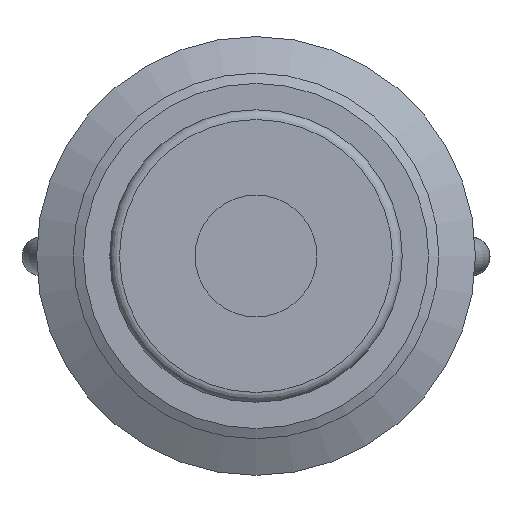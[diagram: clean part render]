
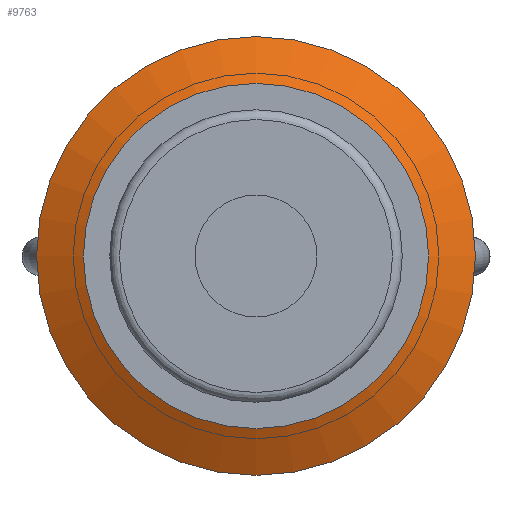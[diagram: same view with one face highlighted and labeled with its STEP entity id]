
A CAD part, left-side view. The second image highlights one B-rep face of the part: STEP entity #9763.
In plain terms, the highlighted conical face has half-angle 62.5 degrees and reference radius 8.04 mm.
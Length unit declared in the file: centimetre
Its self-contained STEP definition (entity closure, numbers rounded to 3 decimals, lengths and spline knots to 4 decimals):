
#32=CONICAL_SURFACE('',#10651,0.804,1.091);
#1271=FACE_OUTER_BOUND('',#1868,.T.);
#1868=EDGE_LOOP('',(#9104,#9105,#9106,#9107,#9108));
#2709=LINE('',#17449,#3544);
#3544=VECTOR('',#13231,0.804);
#3897=CIRCLE('',#10652,0.7079);
#3898=CIRCLE('',#10653,0.9);
#3899=CIRCLE('',#10654,0.9);
#4831=VERTEX_POINT('',#17446);
#4832=VERTEX_POINT('',#17448);
#4833=VERTEX_POINT('',#17450);
#6258=EDGE_CURVE('',#4831,#4831,#3897,.T.);
#6259=EDGE_CURVE('',#4831,#4832,#2709,.T.);
#6260=EDGE_CURVE('',#4833,#4832,#3898,.T.);
#6261=EDGE_CURVE('',#4832,#4833,#3899,.T.);
#9104=ORIENTED_EDGE('',*,*,#6258,.F.);
#9105=ORIENTED_EDGE('',*,*,#6259,.T.);
#9106=ORIENTED_EDGE('',*,*,#6260,.F.);
#9107=ORIENTED_EDGE('',*,*,#6261,.F.);
#9108=ORIENTED_EDGE('',*,*,#6259,.F.);
#9763=ADVANCED_FACE('',(#1271),#32,.T.);
#10651=AXIS2_PLACEMENT_3D('',#17445,#13227,#13228);
#10652=AXIS2_PLACEMENT_3D('',#17447,#13229,#13230);
#10653=AXIS2_PLACEMENT_3D('',#17451,#13232,#13233);
#10654=AXIS2_PLACEMENT_3D('',#17452,#13234,#13235);
#13227=DIRECTION('center_axis',(1.,0.,0.));
#13228=DIRECTION('ref_axis',(0.,0.,
1.));
#13229=DIRECTION('center_axis',(-1.,0.,0.));
#13230=DIRECTION('ref_axis',(0.,0.,
1.));
#13231=DIRECTION('',(0.462,0.,-0.887));
#13232=DIRECTION('center_axis',(1.,0.,0.));
#13233=DIRECTION('ref_axis',(0.,-1.,0.));
#13234=DIRECTION('center_axis',(1.,0.,0.));
#13235=DIRECTION('ref_axis',(0.,-1.,0.));
#17445=CARTESIAN_POINT('Origin',(-3.68,0.,0.));
#17446=CARTESIAN_POINT('',(-3.73,0.,-0.7079));
#17447=CARTESIAN_POINT('Origin',(-3.73,0.,0.));
#17448=CARTESIAN_POINT('',(-3.63,0.,-0.9));
#17449=CARTESIAN_POINT('',(-3.68,0.,-0.804));
#17450=CARTESIAN_POINT('',(-3.63,0.9,0.));
#17451=CARTESIAN_POINT('Origin',(-3.63,0.,0.));
#17452=CARTESIAN_POINT('Origin',(-3.63,0.,0.));
